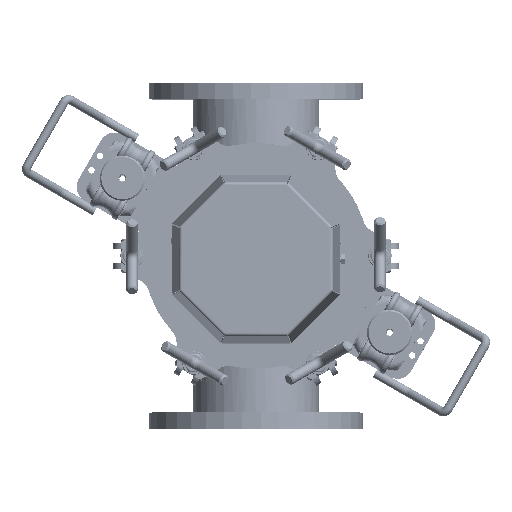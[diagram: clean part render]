
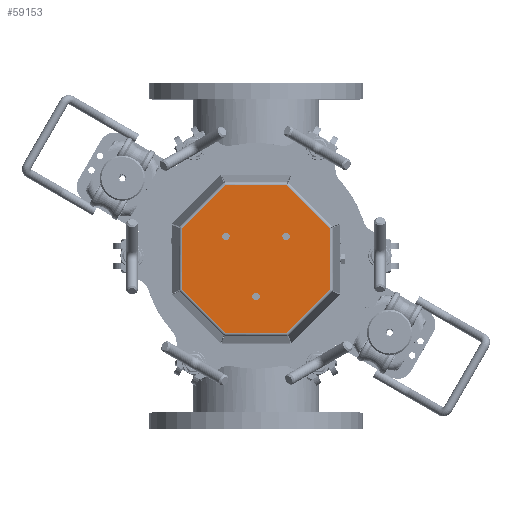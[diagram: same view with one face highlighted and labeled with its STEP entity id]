
A CAD part, top view. The second image highlights one B-rep face of the part: STEP entity #59153.
In plain terms, the highlighted planar face has unit normal (0, 0, 1).
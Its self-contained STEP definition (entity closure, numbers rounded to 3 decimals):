
#3839=LINE('',#93576,#6550);
#3846=LINE('',#93660,#6557);
#3853=LINE('',#93743,#6564);
#3859=LINE('',#93824,#6570);
#3865=LINE('',#93905,#6576);
#3872=LINE('',#93988,#6583);
#3885=LINE('',#94083,#6596);
#3891=LINE('',#94163,#6602);
#6550=VECTOR('',#73232,10.);
#6557=VECTOR('',#73247,10.);
#6564=VECTOR('',#73262,10.);
#6570=VECTOR('',#73276,10.);
#6576=VECTOR('',#73290,10.);
#6583=VECTOR('',#73305,10.);
#6596=VECTOR('',#73332,10.);
#6602=VECTOR('',#73346,10.);
#9129=FACE_BOUND('',#14014,.T.);
#9130=FACE_BOUND('',#14015,.T.);
#9131=FACE_BOUND('',#14016,.T.);
#10738=FACE_OUTER_BOUND('',#14013,.T.);
#14013=EDGE_LOOP('',(#40541,#40542,#40543,#40544,#40545,#40546,#40547,#40548));
#14014=EDGE_LOOP('',(#40549,#40550));
#14015=EDGE_LOOP('',(#40551,#40552));
#14016=EDGE_LOOP('',(#40553,#40554));
#18040=CIRCLE('',#63188,5.);
#18041=CIRCLE('',#63189,5.);
#18043=CIRCLE('',#63192,5.);
#18044=CIRCLE('',#63193,5.);
#18046=CIRCLE('',#63196,5.);
#18047=CIRCLE('',#63197,5.);
#22868=VERTEX_POINT('',#92893);
#22869=VERTEX_POINT('',#92894);
#22871=VERTEX_POINT('',#92901);
#22872=VERTEX_POINT('',#92902);
#22874=VERTEX_POINT('',#92909);
#22875=VERTEX_POINT('',#92910);
#22956=VERTEX_POINT('',#93567);
#22957=VERTEX_POINT('',#93575);
#22961=VERTEX_POINT('',#93651);
#22962=VERTEX_POINT('',#93659);
#22966=VERTEX_POINT('',#93742);
#22969=VERTEX_POINT('',#93823);
#22972=VERTEX_POINT('',#93904);
#22983=VERTEX_POINT('',#94082);
#29572=EDGE_CURVE('',#22868,#22869,#18040,.T.);
#29573=EDGE_CURVE('',#22869,#22868,#18041,.T.);
#29576=EDGE_CURVE('',#22871,#22872,#18043,.T.);
#29577=EDGE_CURVE('',#22872,#22871,#18044,.T.);
#29580=EDGE_CURVE('',#22874,#22875,#18046,.T.);
#29581=EDGE_CURVE('',#22875,#22874,#18047,.T.);
#29720=EDGE_CURVE('',#22957,#22956,#3839,.T.);
#29731=EDGE_CURVE('',#22962,#22961,#3846,.T.);
#29742=EDGE_CURVE('',#22966,#22957,#3853,.T.);
#29752=EDGE_CURVE('',#22969,#22966,#3859,.T.);
#29762=EDGE_CURVE('',#22972,#22969,#3865,.T.);
#29773=EDGE_CURVE('',#22961,#22972,#3872,.T.);
#29790=EDGE_CURVE('',#22983,#22962,#3885,.T.);
#29800=EDGE_CURVE('',#22956,#22983,#3891,.T.);
#40541=ORIENTED_EDGE('',*,*,#29720,.T.);
#40542=ORIENTED_EDGE('',*,*,#29800,.T.);
#40543=ORIENTED_EDGE('',*,*,#29790,.T.);
#40544=ORIENTED_EDGE('',*,*,#29731,.T.);
#40545=ORIENTED_EDGE('',*,*,#29773,.T.);
#40546=ORIENTED_EDGE('',*,*,#29762,.T.);
#40547=ORIENTED_EDGE('',*,*,#29752,.T.);
#40548=ORIENTED_EDGE('',*,*,#29742,.T.);
#40549=ORIENTED_EDGE('',*,*,#29572,.T.);
#40550=ORIENTED_EDGE('',*,*,#29573,.T.);
#40551=ORIENTED_EDGE('',*,*,#29576,.T.);
#40552=ORIENTED_EDGE('',*,*,#29577,.T.);
#40553=ORIENTED_EDGE('',*,*,#29580,.T.);
#40554=ORIENTED_EDGE('',*,*,#29581,.T.);
#54360=PLANE('',#63278);
#59153=ADVANCED_FACE('',(#10738,#9129,#9130,#9131),#54360,.T.);
#63188=AXIS2_PLACEMENT_3D('',#92895,#73010,#73011);
#63189=AXIS2_PLACEMENT_3D('',#92896,#73012,#73013);
#63192=AXIS2_PLACEMENT_3D('',#92903,#73019,#73020);
#63193=AXIS2_PLACEMENT_3D('',#92904,#73021,#73022);
#63196=AXIS2_PLACEMENT_3D('',#92911,#73028,#73029);
#63197=AXIS2_PLACEMENT_3D('',#92912,#73030,#73031);
#63278=AXIS2_PLACEMENT_3D('',#94233,#73357,#73358);
#73010=DIRECTION('center_axis',(0.,0.,
-1.));
#73011=DIRECTION('ref_axis',(1.,0.,0.));
#73012=DIRECTION('center_axis',(0.,0.,
-1.));
#73013=DIRECTION('ref_axis',(1.,0.,0.));
#73019=DIRECTION('center_axis',(0.,0.,
-1.));
#73020=DIRECTION('ref_axis',(1.,0.,0.));
#73021=DIRECTION('center_axis',(0.,0.,
-1.));
#73022=DIRECTION('ref_axis',(1.,0.,0.));
#73028=DIRECTION('center_axis',(0.,0.,
-1.));
#73029=DIRECTION('ref_axis',(1.,0.,0.));
#73030=DIRECTION('center_axis',(0.,0.,
-1.));
#73031=DIRECTION('ref_axis',(1.,0.,0.));
#73232=DIRECTION('',(1.,0.,0.));
#73247=DIRECTION('',(-0.707,0.707,0.));
#73262=DIRECTION('',(0.707,-0.707,0.));
#73276=DIRECTION('',(0.,-1.,0.));
#73290=DIRECTION('',(-0.707,-0.707,0.));
#73305=DIRECTION('',(-1.,0.,0.));
#73332=DIRECTION('',(0.,1.,0.));
#73346=DIRECTION('',(0.707,0.707,0.));
#73357=DIRECTION('center_axis',(0.,0.,
1.));
#73358=DIRECTION('ref_axis',(1.,0.,0.));
#92893=CARTESIAN_POINT('',(45.,25.,557.137));
#92894=CARTESIAN_POINT('',(35.,25.,557.137));
#92895=CARTESIAN_POINT('Origin',(40.,25.,557.137));
#92896=CARTESIAN_POINT('Origin',(40.,25.,557.137));
#92901=CARTESIAN_POINT('',(-35.,25.,557.137));
#92902=CARTESIAN_POINT('',(-45.,25.,557.137));
#92903=CARTESIAN_POINT('Origin',(-40.,25.,557.137));
#92904=CARTESIAN_POINT('Origin',(-40.,25.,557.137));
#92909=CARTESIAN_POINT('',(5.,-55.,557.137));
#92910=CARTESIAN_POINT('',(-5.,-55.,557.137));
#92911=CARTESIAN_POINT('Origin',(0.,-55.,
557.137));
#92912=CARTESIAN_POINT('Origin',(0.,-55.,
557.137));
#93567=CARTESIAN_POINT('',(40.726,-103.322,557.137));
#93575=CARTESIAN_POINT('',(-40.726,-103.322,557.137));
#93576=CARTESIAN_POINT('',(-20.363,-103.322,557.137));
#93651=CARTESIAN_POINT('',(40.726,93.322,557.137));
#93659=CARTESIAN_POINT('',(98.322,35.726,557.137));
#93660=CARTESIAN_POINT('',(83.923,50.125,557.137));
#93742=CARTESIAN_POINT('',(-98.322,-45.726,557.137));
#93743=CARTESIAN_POINT('',(-83.923,-60.125,557.137));
#93823=CARTESIAN_POINT('',(-98.322,35.726,557.137));
#93824=CARTESIAN_POINT('',(-98.322,15.363,557.137));
#93904=CARTESIAN_POINT('',(-40.726,93.322,557.137));
#93905=CARTESIAN_POINT('',(-55.125,78.923,557.137));
#93988=CARTESIAN_POINT('',(20.363,93.322,557.137));
#94082=CARTESIAN_POINT('',(98.322,-45.726,557.137));
#94083=CARTESIAN_POINT('',(98.322,-25.363,557.137));
#94163=CARTESIAN_POINT('',(55.125,-88.923,557.137));
#94233=CARTESIAN_POINT('Origin',(0.,-5.,
557.137));
